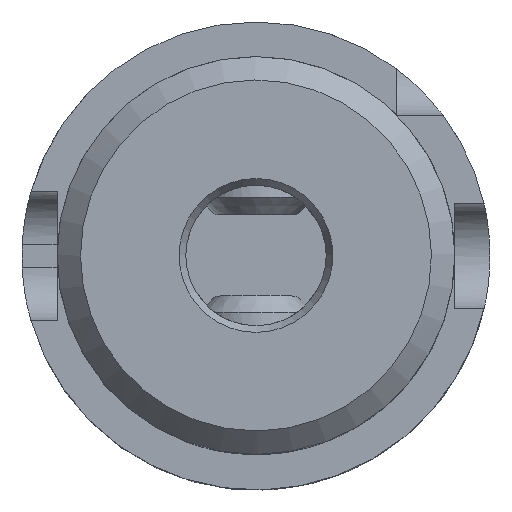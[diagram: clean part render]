
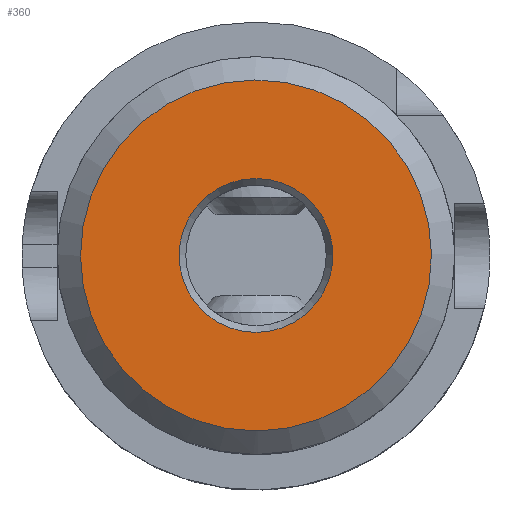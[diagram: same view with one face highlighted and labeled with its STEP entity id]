
A CAD part, top view. The second image highlights one B-rep face of the part: STEP entity #360.
In plain terms, the highlighted planar face has unit normal (0, 0, 1).
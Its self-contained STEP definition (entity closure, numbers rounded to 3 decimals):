
#113=PLANE('',#1866);
#303=FACE_BOUND('',#599,.T.);
#304=FACE_BOUND('',#600,.T.);
#360=ADVANCED_FACE('',(#303,#304),#113,.F.);
#599=EDGE_LOOP('',(#1009));
#600=EDGE_LOOP('',(#1010));
#834=CIRCLE('',#1864,6.577);
#835=CIRCLE('',#1865,15.);
#1009=ORIENTED_EDGE('',*,*,#1654,.T.);
#1010=ORIENTED_EDGE('',*,*,#1655,.T.);
#1467=VERTEX_POINT('',#3196);
#1468=VERTEX_POINT('',#3198);
#1654=EDGE_CURVE('',#1467,#1467,#834,.T.);
#1655=EDGE_CURVE('',#1468,#1468,#835,.T.);
#1864=AXIS2_PLACEMENT_3D('',#3195,#2136,#2137);
#1865=AXIS2_PLACEMENT_3D('',#3197,#2138,#2139);
#1866=AXIS2_PLACEMENT_3D('',#3199,#2140,#2141);
#2136=DIRECTION('',(0.,0.,-1.));
#2137=DIRECTION('',(0.,-1.,0.));
#2138=DIRECTION('',(0.,0.,1.));
#2139=DIRECTION('',(0.,-1.,0.));
#2140=DIRECTION('',(0.,0.,-1.));
#2141=DIRECTION('',(0.,1.,0.));
#3195=CARTESIAN_POINT('',(0.,0.,45.5));
#3196=CARTESIAN_POINT('',(0.,-6.577,45.5));
#3197=CARTESIAN_POINT('',(0.,0.,45.5));
#3198=CARTESIAN_POINT('',(0.,-15.,45.5));
#3199=CARTESIAN_POINT('',(0.,-17.,45.5));
